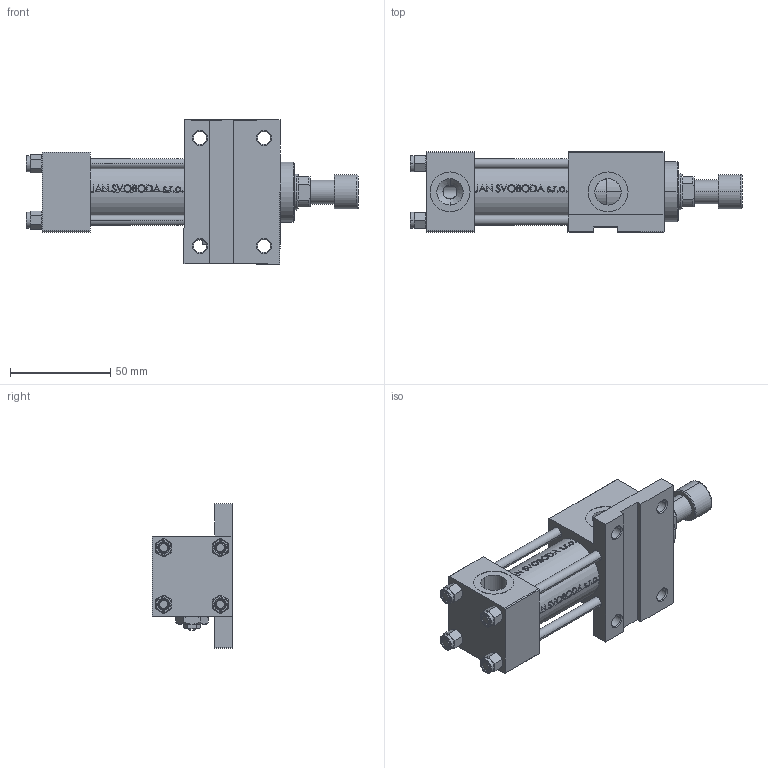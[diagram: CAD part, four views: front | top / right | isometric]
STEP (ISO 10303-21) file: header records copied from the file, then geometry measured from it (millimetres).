
FILE_DESCRIPTION (( 'STEP AP203' ), '1' );
FILE_NAME ('4472.STEP', '2022-04-14T13:40:50', ( '' ), ( '' ), 'SwSTEP 2.0', 'SolidWorks 2019', '' );
FILE_SCHEMA (( 'CONFIG_CONTROL_DESIGN' ));
Length unit declared in the file: millimetre
Products named in the file (8): V215_VC_A a20a150f915014c72967aabf723c302c; V215CR_ROD_END_F a20a150f915014c72967aabf723c302c; NUT_M5_F a20a150f915014c72967aabf723c302c; 4472; Zatka_pro_OIL_PORT a20a150f915014c72967aabf723c302c; V215CR_F_TYCINKA a20a150f915014c72967aabf723c302c; V215CR_F_Body a20a150f915014c72967aabf723c302c; V215CR_VCP_F a20a150f915014c72967aabf723c302c
Assembly tree (13 placements, depth 2):
  4472
    V215CR_F_Body a20a150f915014c72967aabf723c302c
    V215CR_VCP_F a20a150f915014c72967aabf723c302c
    V215CR_F_TYCINKA a20a150f915014c72967aabf723c302c  x4
    NUT_M5_F a20a150f915014c72967aabf723c302c  x4
    V215_VC_A a20a150f915014c72967aabf723c302c
    V215CR_ROD_END_F a20a150f915014c72967aabf723c302c
    Zatka_pro_OIL_PORT a20a150f915014c72967aabf723c302c
Bounding box: 166 x 40 x 72 mm (x, y, z)
Volume: 163434.2 mm3; surface area: 63268.2 mm2
Topology: 13 solids, 13 shells, 1173 faces, 2942 edges, 1881 vertices
Faces by surface type: plane 464, bspline 380, cone 172, cylinder 145, torus 12
Entity records: 50226 total; most frequent: CARTESIAN_POINT 26567, ORIENTED_EDGE 5376, DIRECTION 3436, EDGE_CURVE 2688, VERTEX_POINT 1737, LINE 1364, VECTOR 1364, EDGE_LOOP 1161
